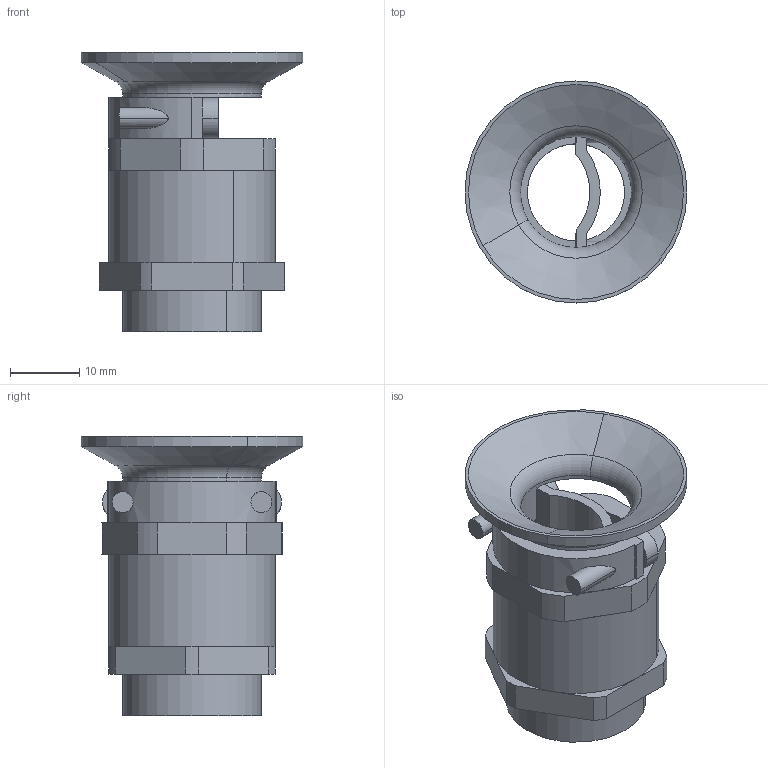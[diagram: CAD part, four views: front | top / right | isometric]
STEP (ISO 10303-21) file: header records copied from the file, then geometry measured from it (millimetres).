
FILE_DESCRIPTION(('Creo Elements/Direct Modeling STEP Export'),'2;1');
FILE_NAME('model.stp','2020-05-28T12:26:46',(''),(''),'Creo Elements/Direct Modeling STEP processor for AP214 (Solid Model)','Creo Elements/Direct Modeling 20.1A 29-Sep-2018 (C) Parametric Technology GmbH','');
FILE_SCHEMA(('AUTOMOTIVE_DESIGN { 1 0 10303 214 1 1 1 1 }'));
Length unit declared in the file: millimetre
Products named in the file (2): HC_M_KV_T_M20-select
Assembly tree (1 placements, depth 2):
  HC_M_KV_T_M20-select
    HC_M_KV_T_M20-select
Bounding box: 32 x 32 x 40.3 mm (x, y, z)
Volume: 8761 mm3; surface area: 6756.6 mm2
Topology: 1 solids, 1 shells, 121 faces, 311 edges, 195 vertices
Faces by surface type: plane 75, cylinder 37, cone 5, torus 4
Entity records: 4952 total; most frequent: CARTESIAN_POINT 1268, ORIENTED_EDGE 622, DIRECTION 488, EDGE_CURVE 311, VERTEX_POINT 195, VECTOR 180, LINE 180, AXIS2_PLACEMENT_3D 154
